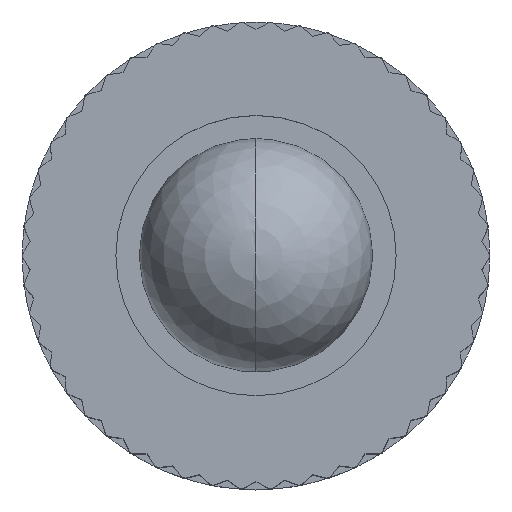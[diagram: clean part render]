
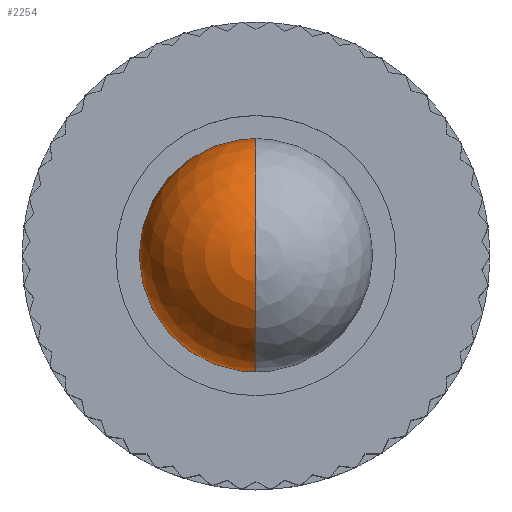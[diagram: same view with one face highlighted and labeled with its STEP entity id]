
A CAD part, top view. The second image highlights one B-rep face of the part: STEP entity #2254.
In plain terms, the highlighted spherical face has radius 1.5 mm.
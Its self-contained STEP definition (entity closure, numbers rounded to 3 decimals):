
#2254=ADVANCED_FACE('',(#6288),#6289,.T.);
#3162=VERTEX_POINT('',#7284);
#4504=EDGE_CURVE('',#5860,#5646,#8745,.T.);
#5004=EDGE_CURVE('',#5646,#3162,#9292,.T.);
#5346=EDGE_CURVE('',#3162,#5860,#9663,.T.);
#5646=VERTEX_POINT('',#9999);
#5860=VERTEX_POINT('',#10230);
#6288=FACE_OUTER_BOUND('',#10765,.T.);
#6289=SPHERICAL_SURFACE('',#10766,1.5);
#7284=CARTESIAN_POINT('',(0.,1.452,2.123));
#8745=CIRCLE('',#14166,1.5);
#9292=CIRCLE('',#14913,1.452);
#9663=CIRCLE('',#15418,1.5);
#9999=CARTESIAN_POINT('',(0.,-1.452,2.123));
#10230=CARTESIAN_POINT('',(0.,0.,4.));
#10765=EDGE_LOOP('',(#16739,#16740,#16741));
#10766=AXIS2_PLACEMENT_3D('',#16742,#16743,#16744);
#14166=AXIS2_PLACEMENT_3D('',#19491,#19492,#19493);
#14913=AXIS2_PLACEMENT_3D('',#20079,#20080,#20081);
#15418=AXIS2_PLACEMENT_3D('',#20624,#20625,#20626);
#16739=ORIENTED_EDGE('',*,*,#4504,.F.);
#16740=ORIENTED_EDGE('',*,*,#5346,.F.);
#16741=ORIENTED_EDGE('',*,*,#5004,.F.);
#16742=CARTESIAN_POINT('',(0.,0.,2.5));
#16743=DIRECTION('',(0.0,0.0,-1.0));
#16744=DIRECTION('',(0.,-1.0,0.0));
#19491=CARTESIAN_POINT('',(0.,0.,2.5));
#19492=DIRECTION('',(1.0,0.,-0.0));
#19493=DIRECTION('',(0.0,0.0,1.0));
#20079=CARTESIAN_POINT('',(0.,0.,2.123));
#20080=DIRECTION('',(0.0,0.0,-1.0));
#20081=DIRECTION('',(0.,1.0,0.0));
#20624=CARTESIAN_POINT('',(0.,0.,2.5));
#20625=DIRECTION('',(1.0,0.,-0.0));
#20626=DIRECTION('',(0.0,0.0,1.0));
